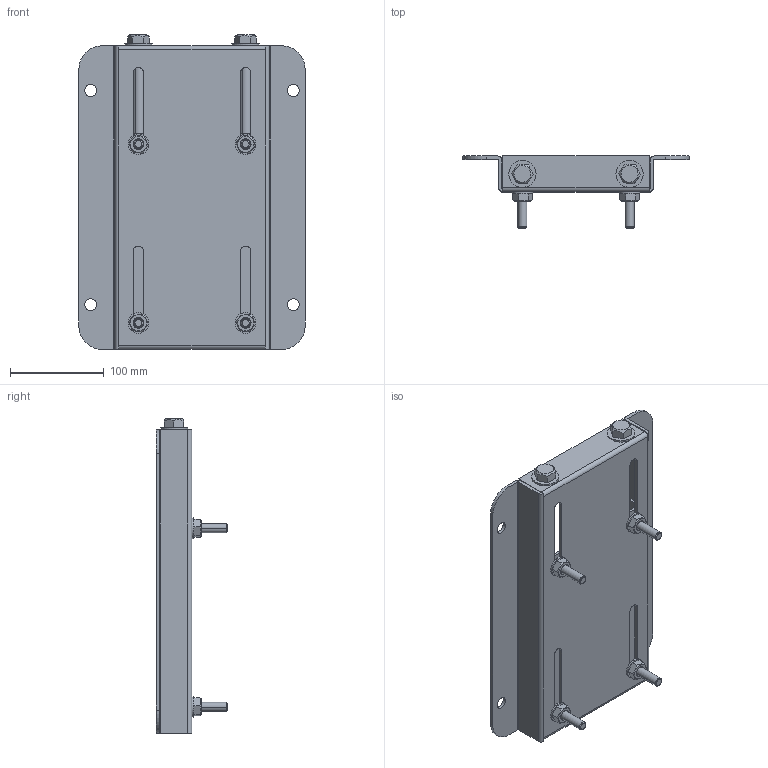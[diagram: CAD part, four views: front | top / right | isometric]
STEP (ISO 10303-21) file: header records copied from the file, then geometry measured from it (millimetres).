
FILE_DESCRIPTION (( 'STEP AP214' ), '1' );
FILE_NAME ('W182T.STEP', '2021-05-04T20:08:01', ( '' ), ( '' ), 'SwSTEP 2.0', 'SolidWorks 2017', '' );
FILE_SCHEMA (( 'AUTOMOTIVE_DESIGN' ));
Length unit declared in the file: inch
Products named in the file (1): W182T
Bounding box: 241.3 x 76.35 x 335.85 mm (x, y, z)
Volume: 554159.6 mm3; surface area: 335120.7 mm2
Topology: 22 solids, 22 shells, 354 faces, 860 edges, 556 vertices
Faces by surface type: plane 174, cylinder 112, cone 68
Entity records: 16049 total; most frequent: CARTESIAN_POINT 2659, DIRECTION 1774, ORIENTED_EDGE 1720, EDGE_CURVE 860, AXIS2_PLACEMENT_3D 655, VERTEX_POINT 556, LINE 464, VECTOR 464
